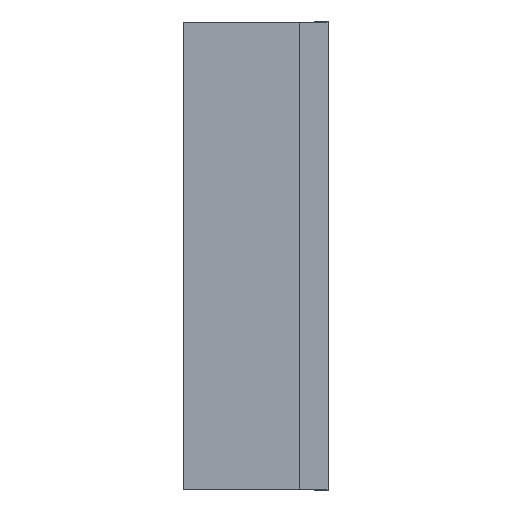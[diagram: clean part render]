
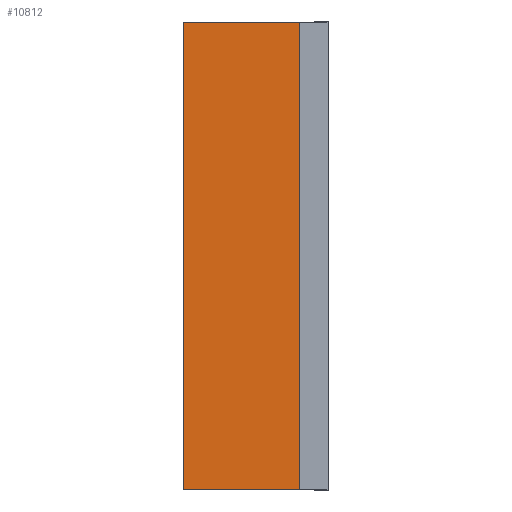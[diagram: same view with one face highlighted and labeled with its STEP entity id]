
A CAD part, left-side view. The second image highlights one B-rep face of the part: STEP entity #10812.
In plain terms, the highlighted planar face has unit normal (-1, 0, 0).
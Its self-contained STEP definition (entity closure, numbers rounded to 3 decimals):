
#10675=DIRECTION('',(0.,0.,-1.));
#10676=VECTOR('',#10675,10.);
#10677=CARTESIAN_POINT('',(-6.5,0.,5.));
#10678=LINE('',#10677,#10676);
#10679=DIRECTION('',(0.,-1.,0.));
#10680=VECTOR('',#10679,2.5);
#10681=CARTESIAN_POINT('',(-6.5,2.5,5.));
#10682=LINE('',#10681,#10680);
#10687=DIRECTION('',(0.,-1.,0.));
#10688=VECTOR('',#10687,2.5);
#10689=CARTESIAN_POINT('',(-6.5,2.5,-5.));
#10690=LINE('',#10689,#10688);
#10707=DIRECTION('',(0.,0.,-1.));
#10708=VECTOR('',#10707,10.);
#10709=CARTESIAN_POINT('',(-6.5,2.5,5.));
#10710=LINE('',#10709,#10708);
#10751=CARTESIAN_POINT('',(-6.5,0.,5.));
#10752=CARTESIAN_POINT('',(-6.5,0.,-5.));
#10753=VERTEX_POINT('',#10751);
#10754=VERTEX_POINT('',#10752);
#10759=CARTESIAN_POINT('',(-6.5,2.5,-5.));
#10760=VERTEX_POINT('',#10759);
#10761=CARTESIAN_POINT('',(-6.5,2.5,5.));
#10762=VERTEX_POINT('',#10761);
#10798=CARTESIAN_POINT('',(-6.5,0.,-5.));
#10799=DIRECTION('',(-1.,0.,0.));
#10800=DIRECTION('',(0.,0.,1.));
#10801=AXIS2_PLACEMENT_3D('',#10798,#10799,#10800);
#10802=PLANE('',#10801);
#10803=ORIENTED_EDGE('',*,*,#10780,.T.);
#10805=ORIENTED_EDGE('',*,*,#10804,.F.);
#10807=ORIENTED_EDGE('',*,*,#10806,.F.);
#10809=ORIENTED_EDGE('',*,*,#10808,.T.);
#10810=EDGE_LOOP('',(#10803,#10805,#10807,#10809));
#10811=FACE_OUTER_BOUND('',#10810,.F.);
#10812=ADVANCED_FACE('',(#10811),#10802,.T.);
#10780=EDGE_CURVE('',#10753,#10754,#10678,.T.);
#10804=EDGE_CURVE('',#10760,#10754,#10690,.T.);
#10806=EDGE_CURVE('',#10762,#10760,#10710,.T.);
#10808=EDGE_CURVE('',#10762,#10753,#10682,.T.);
